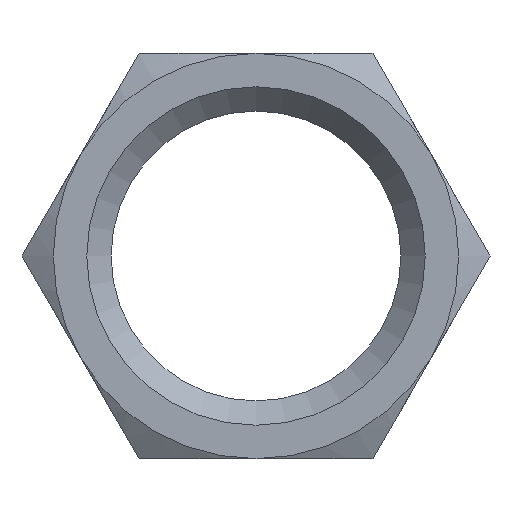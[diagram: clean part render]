
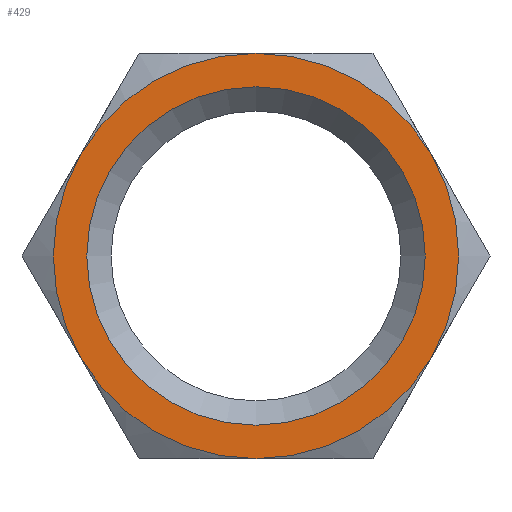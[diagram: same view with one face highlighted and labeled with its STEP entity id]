
A CAD part, front view. The second image highlights one B-rep face of the part: STEP entity #429.
In plain terms, the highlighted planar face has unit normal (0, -1, 0).
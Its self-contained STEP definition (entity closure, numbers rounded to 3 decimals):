
#3 = CARTESIAN_POINT ( 'NONE',  ( 8.66, 0., -5. ) ) ;
#24 = CARTESIAN_POINT ( 'NONE',  ( 0., 0., -10. ) ) ;
#27 = CARTESIAN_POINT ( 'NONE',  ( 8.66, 0., 5. ) ) ;
#28 = CARTESIAN_POINT ( 'NONE',  ( 0., 0., 10. ) ) ;
#29 = CARTESIAN_POINT ( 'NONE',  ( -8.66, 0., -5. ) ) ;
#49 = FACE_BOUND ( 'NONE', #117, .T. ) ;
#77 = FACE_OUTER_BOUND ( 'NONE', #110, .T. ) ;
#85 = VERTEX_POINT ( 'NONE', #458 ) ;
#99 = ORIENTED_EDGE ( 'NONE', *, *, #316, .T. ) ;
#110 = EDGE_LOOP ( 'NONE', ( #131, #243, #114, #197, #122, #99 ) ) ;
#111 = VERTEX_POINT ( 'NONE', #29 ) ;
#114 = ORIENTED_EDGE ( 'NONE', *, *, #364, .T. ) ;
#117 = EDGE_LOOP ( 'NONE', ( #189 ) ) ;
#119 = VERTEX_POINT ( 'NONE', #24 ) ;
#122 = ORIENTED_EDGE ( 'NONE', *, *, #356, .T. ) ;
#131 = ORIENTED_EDGE ( 'NONE', *, *, #361, .T. ) ;
#175 = CIRCLE ( 'NONE', #338, 10. ) ;
#183 = CIRCLE ( 'NONE', #391, 10. ) ;
#185 = CIRCLE ( 'NONE', #392, 10. ) ;
#189 = ORIENTED_EDGE ( 'NONE', *, *, #349, .F. ) ;
#197 = ORIENTED_EDGE ( 'NONE', *, *, #366, .T. ) ;
#212 = CIRCLE ( 'NONE', #393, 10. ) ;
#230 = VERTEX_POINT ( 'NONE', #27 ) ;
#239 = VERTEX_POINT ( 'NONE', #3 ) ;
#243 = ORIENTED_EDGE ( 'NONE', *, *, #354, .T. ) ;
#258 = CIRCLE ( 'NONE', #388, 8.35 ) ;
#263 = CIRCLE ( 'NONE', #385, 10. ) ;
#268 = CIRCLE ( 'NONE', #390, 10. ) ;
#273 = VERTEX_POINT ( 'NONE', #28 ) ;
#283 = VERTEX_POINT ( 'NONE', #309 ) ;
#290 = DIRECTION ( 'NONE',  ( 0., 0., 1. ) ) ;
#292 = DIRECTION ( 'NONE',  ( 0., -1., 0. ) ) ;
#293 = CARTESIAN_POINT ( 'NONE',  ( 0., 0., 0. ) ) ;
#309 = CARTESIAN_POINT ( 'NONE',  ( -8.66, 0., 5. ) ) ;
#316 = EDGE_CURVE ( 'NONE', #273, #283, #263, .T. ) ;
#334 = AXIS2_PLACEMENT_3D ( 'NONE', #584, #590, #593 ) ;
#338 = AXIS2_PLACEMENT_3D ( 'NONE', #607, #648, #642 ) ;
#349 = EDGE_CURVE ( 'NONE', #85, #85, #258, .T. ) ;
#354 = EDGE_CURVE ( 'NONE', #111, #119, #183, .T. ) ;
#356 = EDGE_CURVE ( 'NONE', #230, #273, #268, .T. ) ;
#361 = EDGE_CURVE ( 'NONE', #283, #111, #212, .T. ) ;
#364 = EDGE_CURVE ( 'NONE', #119, #239, #185, .T. ) ;
#366 = EDGE_CURVE ( 'NONE', #239, #230, #175, .T. ) ;
#385 = AXIS2_PLACEMENT_3D ( 'NONE', #293, #292, #290 ) ;
#388 = AXIS2_PLACEMENT_3D ( 'NONE', #687, #685, #686 ) ;
#390 = AXIS2_PLACEMENT_3D ( 'NONE', #602, #604, #605 ) ;
#391 = AXIS2_PLACEMENT_3D ( 'NONE', #699, #676, #698 ) ;
#392 = AXIS2_PLACEMENT_3D ( 'NONE', #650, #710, #709 ) ;
#393 = AXIS2_PLACEMENT_3D ( 'NONE', #630, #629, #627 ) ;
#429 = ADVANCED_FACE ( 'NONE', ( #49, #77 ), #591, .T. ) ;
#458 = CARTESIAN_POINT ( 'NONE',  ( 0., 0., -8.35 ) ) ;
#584 = CARTESIAN_POINT ( 'NONE',  ( -10.12, 0., 10.12 ) ) ;
#590 = DIRECTION ( 'NONE',  ( 0., -1., 0. ) ) ;
#591 = PLANE ( 'NONE',  #334 ) ;
#593 = DIRECTION ( 'NONE',  ( 0., 0., -1. ) ) ;
#602 = CARTESIAN_POINT ( 'NONE',  ( 0., 0., 0. ) ) ;
#604 = DIRECTION ( 'NONE',  ( 0., -1., 0. ) ) ;
#605 = DIRECTION ( 'NONE',  ( 0., 0., 1. ) ) ;
#607 = CARTESIAN_POINT ( 'NONE',  ( 0., 0., 0. ) ) ;
#627 = DIRECTION ( 'NONE',  ( 0., 0., 1. ) ) ;
#629 = DIRECTION ( 'NONE',  ( 0., -1., 0. ) ) ;
#630 = CARTESIAN_POINT ( 'NONE',  ( 0., 0., 0. ) ) ;
#642 = DIRECTION ( 'NONE',  ( 0., 0., 1. ) ) ;
#648 = DIRECTION ( 'NONE',  ( 0., -1., 0. ) ) ;
#650 = CARTESIAN_POINT ( 'NONE',  ( 0., 0., 0. ) ) ;
#676 = DIRECTION ( 'NONE',  ( 0., -1., 0. ) ) ;
#685 = DIRECTION ( 'NONE',  ( 0., -1., 0. ) ) ;
#686 = DIRECTION ( 'NONE',  ( 0., 0., -1. ) ) ;
#687 = CARTESIAN_POINT ( 'NONE',  ( 0., 0., 0. ) ) ;
#698 = DIRECTION ( 'NONE',  ( 0., 0., 1. ) ) ;
#699 = CARTESIAN_POINT ( 'NONE',  ( 0., 0., 0. ) ) ;
#709 = DIRECTION ( 'NONE',  ( 0., 0., 1. ) ) ;
#710 = DIRECTION ( 'NONE',  ( 0., -1., 0. ) ) ;
